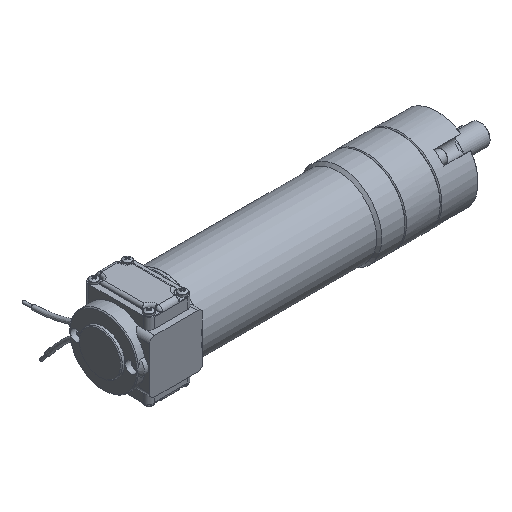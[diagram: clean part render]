
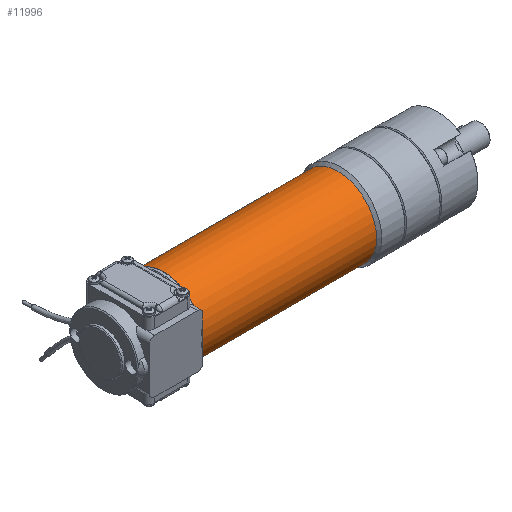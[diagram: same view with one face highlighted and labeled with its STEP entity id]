
A CAD part, isometric view. The second image highlights one B-rep face of the part: STEP entity #11996.
In plain terms, the highlighted cylindrical face has radius 22.5 mm (diameter 45 mm), a full revolution.
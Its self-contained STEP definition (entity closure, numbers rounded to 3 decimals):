
#451 = FACE_OUTER_BOUND ( 'NONE', #13067, .T. ) ;
#2247 = CARTESIAN_POINT ( 'NONE',  ( -0.499, 0., 22.5 ) ) ;
#2408 = CARTESIAN_POINT ( 'NONE',  ( 101., 0., -22.5 ) ) ;
#4189 = DIRECTION ( 'NONE',  ( 1., 0., 0. ) ) ;
#4596 = EDGE_CURVE ( 'NONE', #13458, #13458, #5685, .T. ) ;
#5492 = FACE_OUTER_BOUND ( 'NONE', #7067, .T. ) ;
#5685 = CIRCLE ( 'NONE', #14692, 22.5 ) ;
#5778 = CARTESIAN_POINT ( 'NONE',  ( 101., 0., 0. ) ) ;
#6470 = EDGE_CURVE ( 'NONE', #13620, #13620, #7041, .T. ) ;
#7041 = CIRCLE ( 'NONE', #15921, 22.5 ) ;
#7067 = EDGE_LOOP ( 'NONE', ( #11811 ) ) ;
#9234 = DIRECTION ( 'NONE',  ( 0., 0., -1. ) ) ;
#10354 = ORIENTED_EDGE ( 'NONE', *, *, #6470, .F. ) ;
#10428 = CYLINDRICAL_SURFACE ( 'NONE', #13162, 22.5 ) ;
#10697 = DIRECTION ( 'NONE',  ( 1., 0., 0. ) ) ;
#11811 = ORIENTED_EDGE ( 'NONE', *, *, #4596, .T. ) ;
#11996 = ADVANCED_FACE ( 'Defeature ausgef�hrt1_4', ( #451, #5492 ), #10428, .T. ) ;
#13067 = EDGE_LOOP ( 'NONE', ( #10354 ) ) ;
#13162 = AXIS2_PLACEMENT_3D ( 'NONE', #15304, #4189, #9234 ) ;
#13458 = VERTEX_POINT ( 'NONE', #2247 ) ;
#13620 = VERTEX_POINT ( 'NONE', #2408 ) ;
#14692 = AXIS2_PLACEMENT_3D ( 'NONE', #15941, #15870, #15794 ) ;
#15304 = CARTESIAN_POINT ( 'NONE',  ( -0.5, 0., 0. ) ) ;
#15560 = DIRECTION ( 'NONE',  ( 0., 0., -1. ) ) ;
#15794 = DIRECTION ( 'NONE',  ( 0., 0., 1. ) ) ;
#15870 = DIRECTION ( 'NONE',  ( 1., 0., 0. ) ) ;
#15921 = AXIS2_PLACEMENT_3D ( 'NONE', #5778, #10697, #15560 ) ;
#15941 = CARTESIAN_POINT ( 'NONE',  ( -0.499, 0., 0. ) ) ;
